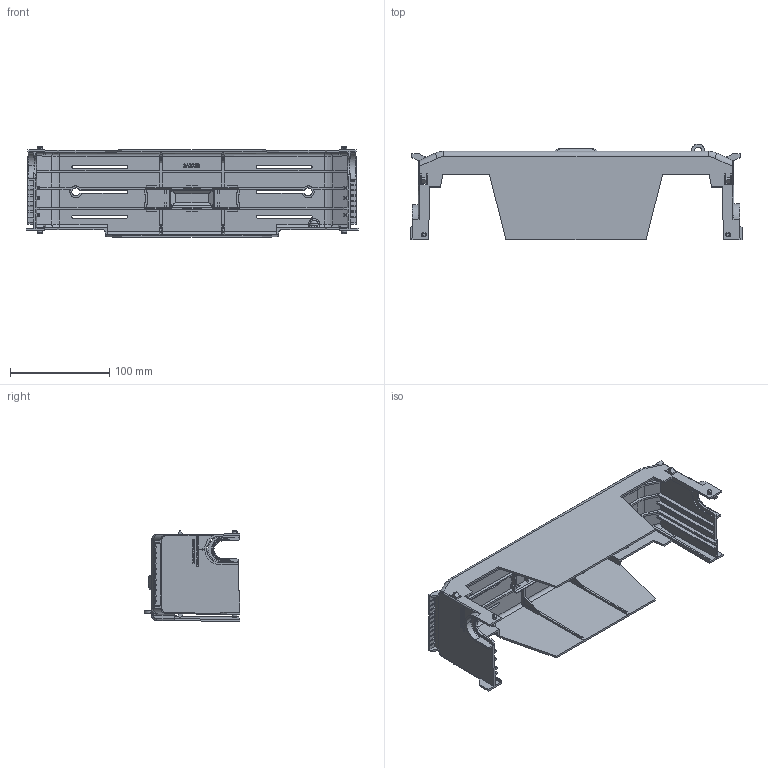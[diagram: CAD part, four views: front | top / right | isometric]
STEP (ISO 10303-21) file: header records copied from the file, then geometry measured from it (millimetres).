
FILE_DESCRIPTION (( 'STEP AP214' ), '1' );
FILE_NAME ('CVRI-RH-60400-1.step', '2018-05-09T19:31:58', ( '' ), ( '' ), 'SwSTEP 2.0', 'SolidWorks 2017', '' );
FILE_SCHEMA (( 'AUTOMOTIVE_DESIGN' ));
Products named in the file (1): CVRI-RH-60400-1
Bounding box: 334.21 x 96.53 x 91.28 mm (x, y, z)
Volume: 167887.3 mm3; surface area: 174639.9 mm2
Topology: 1 solids, 1 shells, 2374 faces, 6545 edges, 4329 vertices
Faces by surface type: plane 1611, bspline 603, cylinder 104, cone 56
Entity records: 107028 total; most frequent: CARTESIAN_POINT 50964, ORIENTED_EDGE 13082, DIRECTION 8888, EDGE_CURVE 6541, LINE 4930, VECTOR 4930, VERTEX_POINT 4329, EDGE_LOOP 2576
